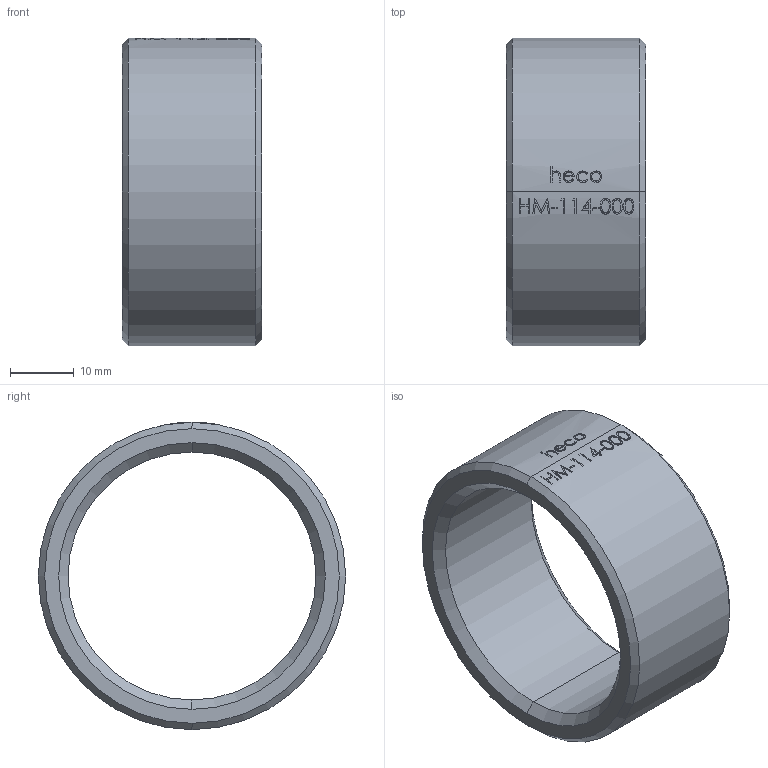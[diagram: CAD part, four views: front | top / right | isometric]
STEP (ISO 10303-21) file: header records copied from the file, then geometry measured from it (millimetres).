
FILE_DESCRIPTION (( 'STEP AP214' ), '1' );
FILE_NAME ('HM-114-000-x halbe Muffe heco.STEP', '2018-05-16T11:49:26', ( '' ), ( '' ), 'SwSTEP 2.0', 'SolidWorks 2016', '' );
FILE_SCHEMA (( 'AUTOMOTIVE_DESIGN' ));
Length unit declared in the file: millimetre
Products named in the file (1): HM-114-000-x halbe Muffe heco
Bounding box: 22 x 48.3 x 48.3 mm (x, y, z)
Volume: 13670.7 mm3; surface area: 6929.6 mm2
Topology: 1 solids, 1 shells, 167 faces, 427 edges, 282 vertices
Faces by surface type: bspline 77, plane 58, cylinder 24, cone 8
Entity records: 15370 total; most frequent: CARTESIAN_POINT 10310, ORIENTED_EDGE 854, DIRECTION 429, EDGE_CURVE 427, VERTEX_POINT 282, B_SPLINE_CURVE_WITH_KNOTS 244, EDGE_LOOP 189, FACE_OUTER_BOUND 167
